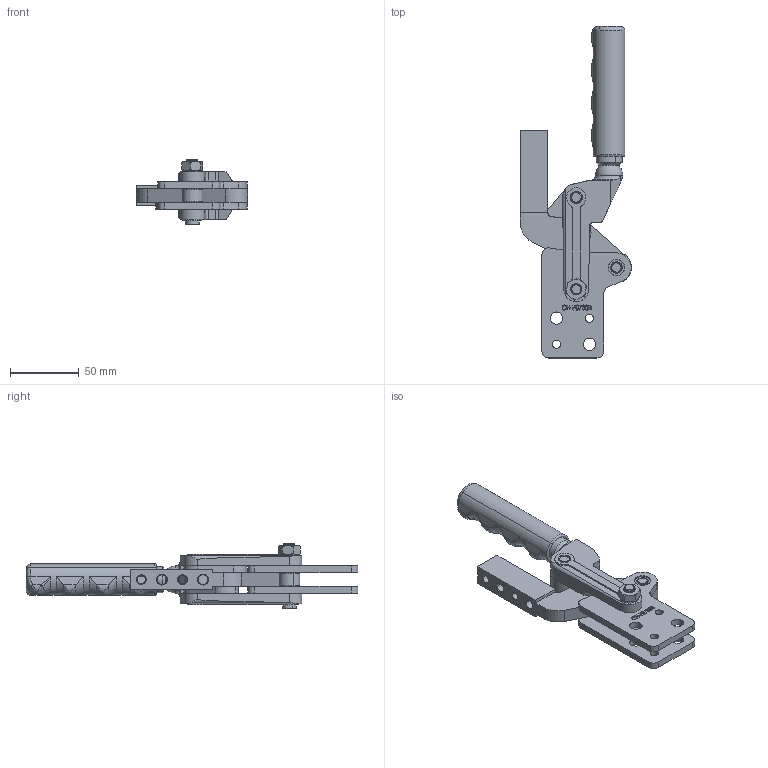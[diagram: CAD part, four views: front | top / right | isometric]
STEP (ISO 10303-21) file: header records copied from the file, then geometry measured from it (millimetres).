
FILE_DESCRIPTION (( 'STEP AP203' ), '1' );
FILE_NAME ('CH-70730B.STEP', '2020-03-10T08:11:29', ( 'User' ), ( 'china' ), 'SwSTEP 2.0', 'SolidWorks 2018', '' );
FILE_SCHEMA (( 'CONFIG_CONTROL_DESIGN' ));
Length unit declared in the file: millimetre
Products named in the file (37): 蟀裝; 揤參; ti; 傻粣; 眄杶; 8978; CH-70730B; 路杶; 蹟譫; 菁淏; 酗粣; 蹟裝; 菁毀; 忒梟
Assembly tree (24 placements, depth 2):
  蟀裝
  傻粣
  眄杶
  傻粣
  眄杶
Bounding box: 81.01 x 242 x 48 mm (x, y, z)
Volume: 174117.9 mm3; surface area: 78281.2 mm2
Topology: 22 solids, 22 shells, 1196 faces, 3197 edges, 2073 vertices
Faces by surface type: plane 472, cylinder 348, cone 234, bspline 109, torus 31, sphere 2
Entity records: 42250 total; most frequent: CARTESIAN_POINT 15513, ORIENTED_EDGE 5144, DIRECTION 4488, EDGE_CURVE 2572, VERTEX_POINT 1680, AXIS2_PLACEMENT_3D 1605, LINE 1278, VECTOR 1278
